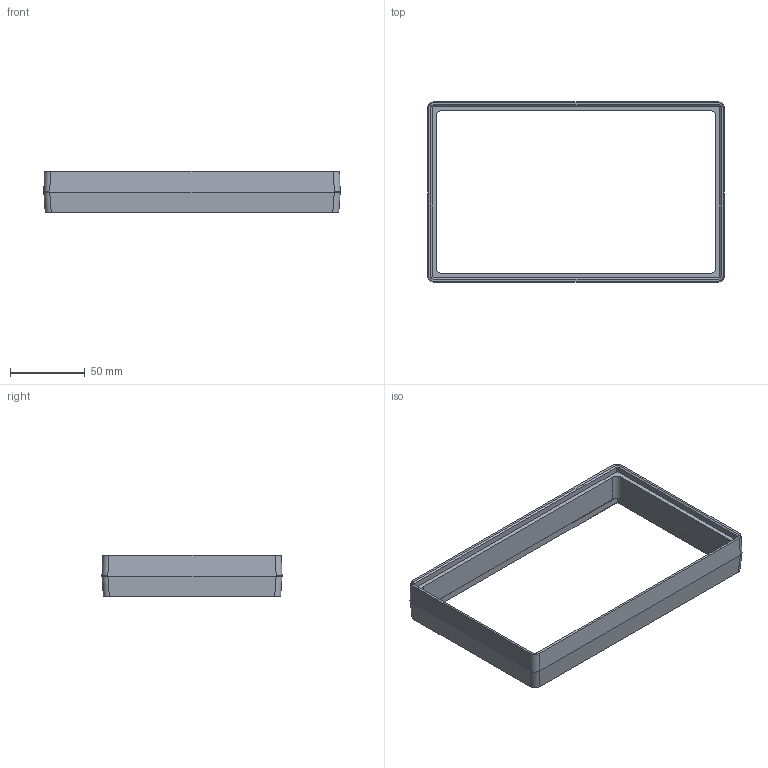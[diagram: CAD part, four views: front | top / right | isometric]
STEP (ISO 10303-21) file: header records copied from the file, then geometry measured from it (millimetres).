
FILE_DESCRIPTION(('FreeCAD Model'),'2;1');
FILE_NAME('Open CASCADE Shape Model','2023-06-28T13:23:32',('Author'),( ''),'Open CASCADE STEP processor 7.6','FreeCAD','Unknown');
FILE_SCHEMA(('AUTOMOTIVE_DESIGN { 1 0 10303 214 1 1 1 1 }'));
Length unit declared in the file: millimetre
Products named in the file (3): Unnamed; Sup; MidStackCase
Assembly tree (2 placements, depth 2):
  Unnamed
    Sup
    MidStackCase
Bounding box: 198.9 x 120.9 x 28 mm (x, y, z)
Volume: 77234 mm3; surface area: 45883.3 mm2
Topology: 2 solids, 2 shells, 82 faces, 196 edges, 120 vertices
Faces by surface type: bspline 52, plane 26, cylinder 4
Entity records: 12722 total; most frequent: CARTESIAN_POINT 9291, DIRECTION 408, ORIENTED_EDGE 392, PCURVE 392, DEFINITIONAL_REPRESENTATION 392, LINE 320, VECTOR 320, B_SPLINE_CURVE_WITH_KNOTS 244
